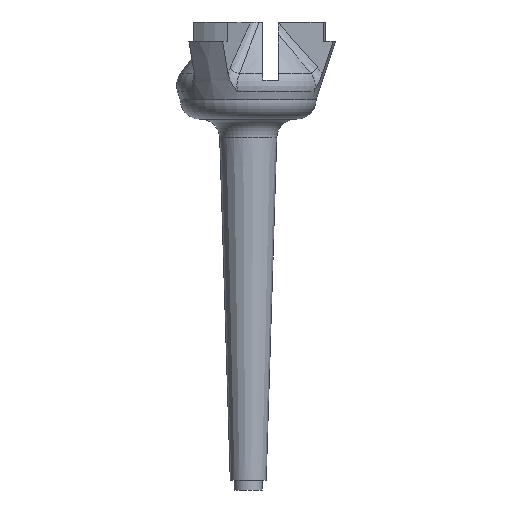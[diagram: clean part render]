
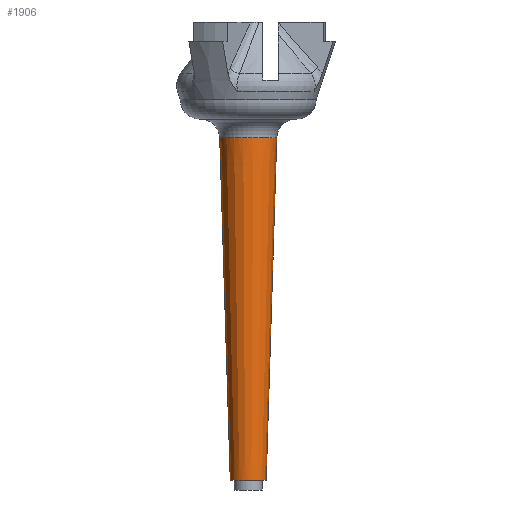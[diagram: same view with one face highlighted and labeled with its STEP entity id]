
A CAD part, front view. The second image highlights one B-rep face of the part: STEP entity #1906.
In plain terms, the highlighted conical face has half-angle 1.769 degrees and reference radius 3 mm.
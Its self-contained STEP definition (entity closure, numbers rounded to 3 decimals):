
#5 = LINE ( 'NONE', #1467, #1554 ) ;
#9 = ORIENTED_EDGE ( 'NONE', *, *, #1064, .T. ) ;
#39 = ORIENTED_EDGE ( 'NONE', *, *, #510, .T. ) ;
#250 = VERTEX_POINT ( 'NONE', #1209 ) ;
#341 = CARTESIAN_POINT ( 'NONE',  ( -1.85, 0., -37.23 ) ) ;
#348 = LINE ( 'NONE', #965, #446 ) ;
#371 = EDGE_CURVE ( 'NONE', #679, #718, #348, .T. ) ;
#430 = AXIS2_PLACEMENT_3D ( 'NONE', #1580, #1268, #1389 ) ;
#446 = VECTOR ( 'NONE', #1625, 1000. ) ;
#510 = EDGE_CURVE ( 'NONE', #2043, #250, #5, .T. ) ;
#679 = VERTEX_POINT ( 'NONE', #341 ) ;
#718 = VERTEX_POINT ( 'NONE', #949 ) ;
#751 = CARTESIAN_POINT ( 'NONE',  ( 1.85, 0., -37.23 ) ) ;
#754 = FACE_OUTER_BOUND ( 'NONE', #1357, .T. ) ;
#910 = AXIS2_PLACEMENT_3D ( 'NONE', #1214, #1877, #1422 ) ;
#949 = CARTESIAN_POINT ( 'NONE',  ( -2.94, 0., -1.938 ) ) ;
#965 = CARTESIAN_POINT ( 'NONE',  ( -3., 0., 0. ) ) ;
#1022 = CIRCLE ( 'NONE', #2068, 2.94 ) ;
#1064 = EDGE_CURVE ( 'NONE', #250, #718, #1022, .T. ) ;
#1209 = CARTESIAN_POINT ( 'NONE',  ( 2.94, 0., -1.938 ) ) ;
#1214 = CARTESIAN_POINT ( 'NONE',  ( 0., 0., 0. ) ) ;
#1224 = CARTESIAN_POINT ( 'NONE',  ( 0., 0., -1.938 ) ) ;
#1268 = DIRECTION ( 'NONE',  ( 0., 0., 1. ) ) ;
#1291 = DIRECTION ( 'NONE',  ( 0.031, 0., 1. ) ) ;
#1357 = EDGE_LOOP ( 'NONE', ( #1672, #1390, #39, #9 ) ) ;
#1389 = DIRECTION ( 'NONE',  ( 1., 0., 0. ) ) ;
#1390 = ORIENTED_EDGE ( 'NONE', *, *, #1895, .T. ) ;
#1400 = DIRECTION ( 'NONE',  ( 0., 0., -1. ) ) ;
#1422 = DIRECTION ( 'NONE',  ( 1., 0., 0. ) ) ;
#1467 = CARTESIAN_POINT ( 'NONE',  ( 3., 0., 0. ) ) ;
#1554 = VECTOR ( 'NONE', #1291, 1000. ) ;
#1580 = CARTESIAN_POINT ( 'NONE',  ( 0., 0., -37.23 ) ) ;
#1604 = CONICAL_SURFACE ( 'NONE', #910, 3., 0.031 ) ;
#1625 = DIRECTION ( 'NONE',  ( -0.031, 0., 1. ) ) ;
#1672 = ORIENTED_EDGE ( 'NONE', *, *, #371, .F. ) ;
#1877 = DIRECTION ( 'NONE',  ( 0., 0., 1. ) ) ;
#1895 = EDGE_CURVE ( 'NONE', #679, #2043, #1981, .T. ) ;
#1902 = DIRECTION ( 'NONE',  ( -1., 0., 0. ) ) ;
#1906 = ADVANCED_FACE ( 'NONE', ( #754 ), #1604, .T. ) ;
#1981 = CIRCLE ( 'NONE', #430, 1.85 ) ;
#2043 = VERTEX_POINT ( 'NONE', #751 ) ;
#2068 = AXIS2_PLACEMENT_3D ( 'NONE', #1224, #1400, #1902 ) ;
